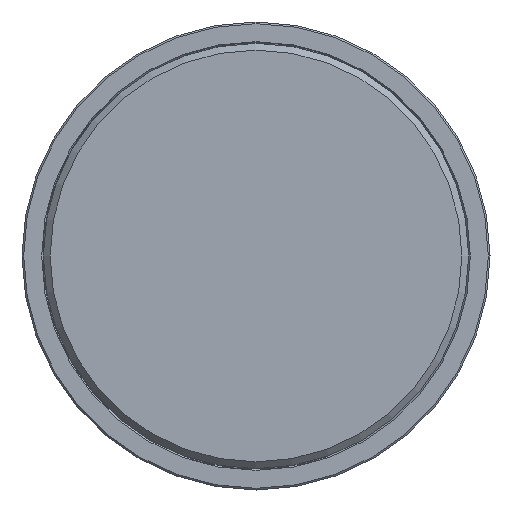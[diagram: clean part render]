
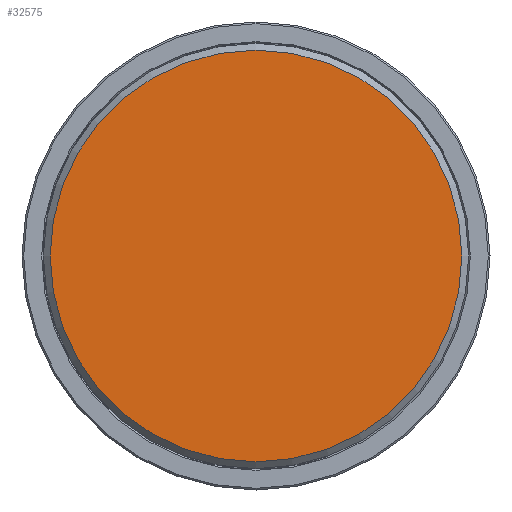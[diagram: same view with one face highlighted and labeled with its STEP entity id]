
A CAD part, front view. The second image highlights one B-rep face of the part: STEP entity #32575.
In plain terms, the highlighted planar face has unit normal (0, -1, 0).
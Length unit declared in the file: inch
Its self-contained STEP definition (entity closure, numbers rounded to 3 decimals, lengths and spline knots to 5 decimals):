
#2006 = CARTESIAN_POINT ( 'NONE',  ( 0., 0., 1.21 ) ) ;
#4549 = EDGE_LOOP ( 'NONE', ( #20289 ) ) ;
#6681 = DIRECTION ( 'NONE',  ( 0., 0., 1. ) ) ;
#7461 = DIRECTION ( 'NONE',  ( 0., 1., 0. ) ) ;
#8142 = AXIS2_PLACEMENT_3D ( 'NONE', #16802, #21924, #6681 ) ;
#10517 = CIRCLE ( 'NONE', #8142, 1.21 ) ;
#12023 = PLANE ( 'NONE',  #16828 ) ;
#14114 = FACE_OUTER_BOUND ( 'NONE', #4549, .T. ) ;
#15921 = EDGE_CURVE ( 'NONE', #21774, #21774, #10517, .T. ) ;
#16802 = CARTESIAN_POINT ( 'NONE',  ( 0., 0., 0. ) ) ;
#16828 = AXIS2_PLACEMENT_3D ( 'NONE', #32554, #7461, #17690 ) ;
#17690 = DIRECTION ( 'NONE',  ( 0., 0., 1. ) ) ;
#20289 = ORIENTED_EDGE ( 'NONE', *, *, #15921, .F. ) ;
#21774 = VERTEX_POINT ( 'NONE', #2006 ) ;
#21924 = DIRECTION ( 'NONE',  ( 0., 1., 0. ) ) ;
#32554 = CARTESIAN_POINT ( 'NONE',  ( 0., 0., 0. ) ) ;
#32575 = ADVANCED_FACE ( 'NONE', ( #14114 ), #12023, .F. ) ;
